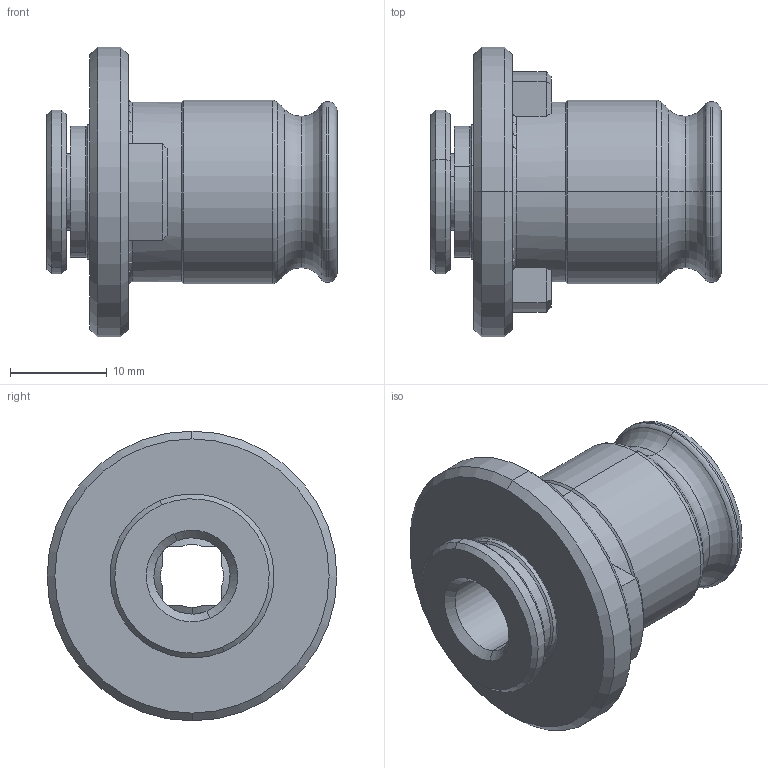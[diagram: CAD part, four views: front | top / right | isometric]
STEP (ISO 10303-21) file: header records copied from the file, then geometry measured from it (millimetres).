
FILE_DESCRIPTION (( 'STEP AP203' ), '1' );
FILE_NAME ('17-S.16.01.862.STEP', '2019-04-16T05:40:52', ( 'Acer' ), ( '' ), 'SwSTEP 2.0', 'SolidWorks 2018', '' );
FILE_SCHEMA (( 'CONFIG_CONTROL_DESIGN' ));
Length unit declared in the file: millimetre
Products named in the file (1): 17-S.16.01.862
Bounding box: 30.03 x 30 x 30 mm (x, y, z)
Surface area: 3951.9 mm2 (no closed solid volume)
Topology: 0 solids, 3 shells, 88 faces, 221 edges, 138 vertices
Faces by surface type: cylinder 25, cone 23, plane 23, torus 17
Entity records: 2886 total; most frequent: CARTESIAN_POINT 693, DIRECTION 478, ORIENTED_EDGE 407, EDGE_CURVE 221, AXIS2_PLACEMENT_3D 197, VERTEX_POINT 138, CIRCLE 108, EDGE_LOOP 96
